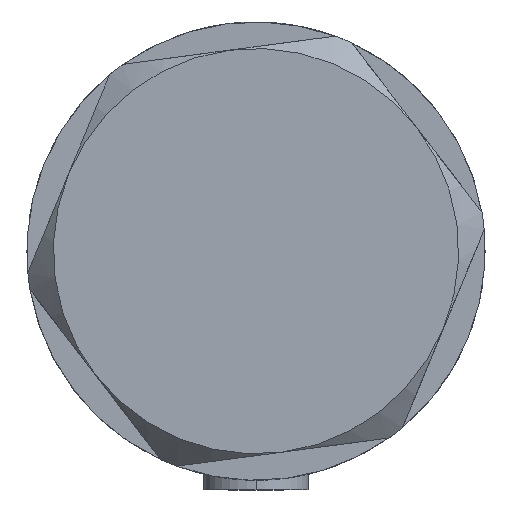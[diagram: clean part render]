
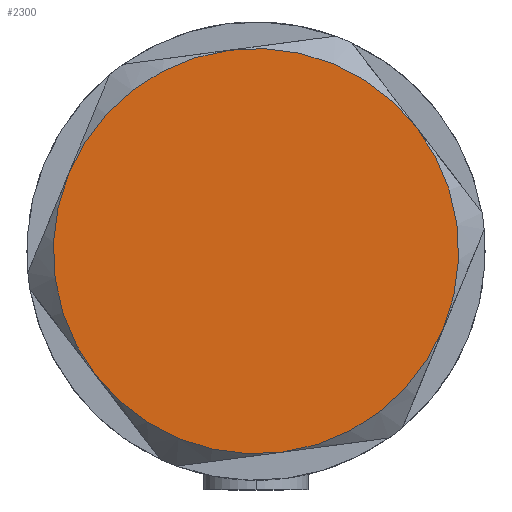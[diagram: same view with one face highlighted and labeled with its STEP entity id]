
A CAD part, left-side view. The second image highlights one B-rep face of the part: STEP entity #2300.
In plain terms, the highlighted face is planar.
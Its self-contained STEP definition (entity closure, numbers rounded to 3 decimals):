
#90 = AXIS2_PLACEMENT_3D ( 'NONE', #2211, #3442, #1482 ) ;
#104 = CARTESIAN_POINT ( 'NONE',  ( 11.5, 19.919, 9. ) ) ;
#181 = DIRECTION ( 'NONE',  ( 1., 0., 0. ) ) ;
#232 = DIRECTION ( 'NONE',  ( 1., 0., 0. ) ) ;
#287 = DIRECTION ( 'NONE',  ( 0., 0., 1. ) ) ;
#292 = CARTESIAN_POINT ( 'NONE',  ( 0., 0., 9. ) ) ;
#425 = DIRECTION ( 'NONE',  ( 0., 0., 1. ) ) ;
#467 = ORIENTED_EDGE ( 'NONE', *, *, #3143, .T. ) ;
#549 = EDGE_CURVE ( 'NONE', #4273, #3614, #4688, .T. ) ;
#599 = DIRECTION ( 'NONE',  ( 0., 0., 1. ) ) ;
#631 = ORIENTED_EDGE ( 'NONE', *, *, #709, .T. ) ;
#709 = EDGE_CURVE ( 'NONE', #3693, #2394, #2589, .T. ) ;
#742 = VERTEX_POINT ( 'NONE', #1504 ) ;
#1113 = AXIS2_PLACEMENT_3D ( 'NONE', #1786, #4995, #181 ) ;
#1132 = CARTESIAN_POINT ( 'NONE',  ( 0., 0., 9. ) ) ;
#1198 = CIRCLE ( 'NONE', #1113, 23. ) ;
#1479 = EDGE_CURVE ( 'NONE', #3614, #1892, #3498, .T. ) ;
#1482 = DIRECTION ( 'NONE',  ( 1., 0., 0. ) ) ;
#1504 = CARTESIAN_POINT ( 'NONE',  ( -11.5, 19.919, 9. ) ) ;
#1690 = CIRCLE ( 'NONE', #4623, 23. ) ;
#1740 = AXIS2_PLACEMENT_3D ( 'NONE', #3208, #425, #3535 ) ;
#1766 = ORIENTED_EDGE ( 'NONE', *, *, #549, .T. ) ;
#1775 = EDGE_LOOP ( 'NONE', ( #2193, #631, #467, #4312, #1766, #4929 ) ) ;
#1786 = CARTESIAN_POINT ( 'NONE',  ( 0., 0., 9. ) ) ;
#1892 = VERTEX_POINT ( 'NONE', #4661 ) ;
#1894 = CARTESIAN_POINT ( 'NONE',  ( 0., 0., 9. ) ) ;
#2193 = ORIENTED_EDGE ( 'NONE', *, *, #4239, .T. ) ;
#2199 = DIRECTION ( 'NONE',  ( 1., 0., 0. ) ) ;
#2211 = CARTESIAN_POINT ( 'NONE',  ( 0., 0., 9. ) ) ;
#2217 = DIRECTION ( 'NONE',  ( 1., 0., 0. ) ) ;
#2300 = ADVANCED_FACE ( 'NONE', ( #4682 ), #2994, .T. ) ;
#2394 = VERTEX_POINT ( 'NONE', #104 ) ;
#2523 = AXIS2_PLACEMENT_3D ( 'NONE', #1132, #4781, #4337 ) ;
#2589 = CIRCLE ( 'NONE', #90, 23. ) ;
#2777 = CIRCLE ( 'NONE', #2523, 23. ) ;
#2994 = PLANE ( 'NONE',  #3747 ) ;
#3143 = EDGE_CURVE ( 'NONE', #2394, #742, #2777, .T. ) ;
#3208 = CARTESIAN_POINT ( 'NONE',  ( 0., 0., 9. ) ) ;
#3442 = DIRECTION ( 'NONE',  ( 0., 0., 1. ) ) ;
#3498 = CIRCLE ( 'NONE', #4594, 23. ) ;
#3535 = DIRECTION ( 'NONE',  ( 1., 0., 0. ) ) ;
#3614 = VERTEX_POINT ( 'NONE', #4677 ) ;
#3693 = VERTEX_POINT ( 'NONE', #4286 ) ;
#3747 = AXIS2_PLACEMENT_3D ( 'NONE', #292, #4187, #2217 ) ;
#3789 = CARTESIAN_POINT ( 'NONE',  ( 0., 0., 9. ) ) ;
#4187 = DIRECTION ( 'NONE',  ( 0., 0., 1. ) ) ;
#4239 = EDGE_CURVE ( 'NONE', #1892, #3693, #1690, .T. ) ;
#4273 = VERTEX_POINT ( 'NONE', #4692 ) ;
#4286 = CARTESIAN_POINT ( 'NONE',  ( 23., 0., 9. ) ) ;
#4312 = ORIENTED_EDGE ( 'NONE', *, *, #4640, .T. ) ;
#4337 = DIRECTION ( 'NONE',  ( 1., 0., 0. ) ) ;
#4594 = AXIS2_PLACEMENT_3D ( 'NONE', #3789, #287, #232 ) ;
#4623 = AXIS2_PLACEMENT_3D ( 'NONE', #1894, #599, #2199 ) ;
#4640 = EDGE_CURVE ( 'NONE', #742, #4273, #1198, .T. ) ;
#4661 = CARTESIAN_POINT ( 'NONE',  ( 11.5, -19.919, 9. ) ) ;
#4677 = CARTESIAN_POINT ( 'NONE',  ( -11.5, -19.919, 9. ) ) ;
#4682 = FACE_OUTER_BOUND ( 'NONE', #1775, .T. ) ;
#4688 = CIRCLE ( 'NONE', #1740, 23. ) ;
#4692 = CARTESIAN_POINT ( 'NONE',  ( -23., 0., 9. ) ) ;
#4781 = DIRECTION ( 'NONE',  ( 0., 0., 1. ) ) ;
#4929 = ORIENTED_EDGE ( 'NONE', *, *, #1479, .T. ) ;
#4995 = DIRECTION ( 'NONE',  ( 0., 0., 1. ) ) ;
